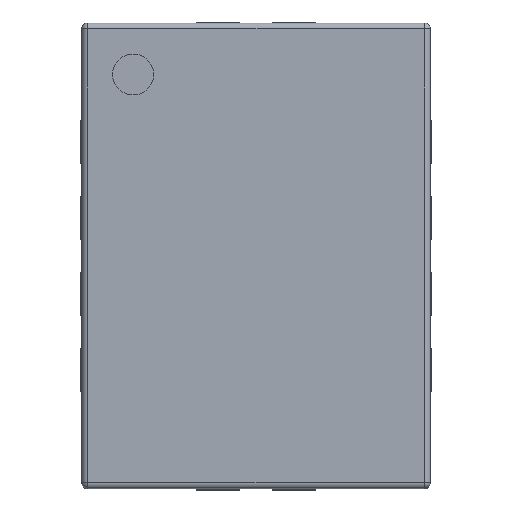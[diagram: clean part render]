
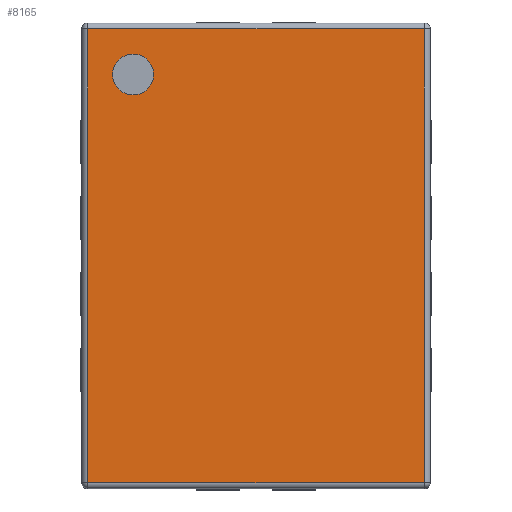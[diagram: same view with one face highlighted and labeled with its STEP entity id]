
A CAD part, top view. The second image highlights one B-rep face of the part: STEP entity #8165.
In plain terms, the highlighted planar face has unit normal (0, 0, 1).
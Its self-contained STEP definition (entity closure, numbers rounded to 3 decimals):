
#2178 = CYLINDRICAL_SURFACE('',#2179,0.05);
#2179 = AXIS2_PLACEMENT_3D('',#2180,#2181,#2182);
#2180 = CARTESIAN_POINT('',(-1.99,-1.44,0.83));
#2181 = DIRECTION('',(1.,0.,0.));
#2182 = DIRECTION('',(0.,-1.,0.));
#6852 = VERTEX_POINT('',#6853);
#6853 = CARTESIAN_POINT('',(-1.94,-1.44,0.88));
#6875 = EDGE_CURVE('',#6852,#6876,#6878,.T.);
#6876 = VERTEX_POINT('',#6877);
#6877 = CARTESIAN_POINT('',(1.94,-1.44,0.88));
#6878 = SURFACE_CURVE('',#6879,(#6883,#6890),.PCURVE_S1.);
#6879 = LINE('',#6880,#6881);
#6880 = CARTESIAN_POINT('',(-1.99,-1.44,0.88));
#6881 = VECTOR('',#6882,1.);
#6882 = DIRECTION('',(1.,0.,0.));
#6883 = PCURVE('',#2178,#6884);
#6884 = DEFINITIONAL_REPRESENTATION('',(#6885),#6889);
#6885 = LINE('',#6886,#6887);
#6886 = CARTESIAN_POINT('',(-1.571,0.));
#6887 = VECTOR('',#6888,1.);
#6888 = DIRECTION('',(-0.,1.));
#6889 = ( GEOMETRIC_REPRESENTATION_CONTEXT(2) 
PARAMETRIC_REPRESENTATION_CONTEXT() REPRESENTATION_CONTEXT('2D SPACE',''
  ) );
#6890 = PCURVE('',#6891,#6896);
#6891 = PLANE('',#6892);
#6892 = AXIS2_PLACEMENT_3D('',#6893,#6894,#6895);
#6893 = CARTESIAN_POINT('',(-1.99,-1.49,0.88));
#6894 = DIRECTION('',(0.,0.,1.));
#6895 = DIRECTION('',(1.,0.,0.));
#6896 = DEFINITIONAL_REPRESENTATION('',(#6897),#6901);
#6897 = LINE('',#6898,#6899);
#6898 = CARTESIAN_POINT('',(0.,0.05));
#6899 = VECTOR('',#6900,1.);
#6900 = DIRECTION('',(1.,0.));
#6901 = ( GEOMETRIC_REPRESENTATION_CONTEXT(2) 
PARAMETRIC_REPRESENTATION_CONTEXT() REPRESENTATION_CONTEXT('2D SPACE',''
  ) );
#7171 = CYLINDRICAL_SURFACE('',#7172,0.05);
#7172 = AXIS2_PLACEMENT_3D('',#7173,#7174,#7175);
#7173 = CARTESIAN_POINT('',(-1.94,-1.44,0.83));
#7174 = DIRECTION('',(0.,1.,0.));
#7175 = DIRECTION('',(-1.,0.,0.));
#7447 = CYLINDRICAL_SURFACE('',#7448,0.05);
#7448 = AXIS2_PLACEMENT_3D('',#7449,#7450,#7451);
#7449 = CARTESIAN_POINT('',(-1.99,1.44,0.83));
#7450 = DIRECTION('',(1.,0.,0.));
#7451 = DIRECTION('',(0.,1.,0.));
#7888 = CYLINDRICAL_SURFACE('',#7889,0.05);
#7889 = AXIS2_PLACEMENT_3D('',#7890,#7891,#7892);
#7890 = CARTESIAN_POINT('',(1.94,-1.44,0.83));
#7891 = DIRECTION('',(0.,1.,0.));
#7892 = DIRECTION('',(0.,0.,1.));
#8165 = ADVANCED_FACE('',(#8166,#8236),#6891,.T.);
#8166 = FACE_BOUND('',#8167,.T.);
#8167 = EDGE_LOOP('',(#8168,#8169,#8192,#8215));
#8168 = ORIENTED_EDGE('',*,*,#6875,.T.);
#8169 = ORIENTED_EDGE('',*,*,#8170,.T.);
#8170 = EDGE_CURVE('',#6876,#8171,#8173,.T.);
#8171 = VERTEX_POINT('',#8172);
#8172 = CARTESIAN_POINT('',(1.94,1.44,0.88));
#8173 = SURFACE_CURVE('',#8174,(#8178,#8185),.PCURVE_S1.);
#8174 = LINE('',#8175,#8176);
#8175 = CARTESIAN_POINT('',(1.94,-1.44,0.88));
#8176 = VECTOR('',#8177,1.);
#8177 = DIRECTION('',(0.,1.,0.));
#8178 = PCURVE('',#6891,#8179);
#8179 = DEFINITIONAL_REPRESENTATION('',(#8180),#8184);
#8180 = LINE('',#8181,#8182);
#8181 = CARTESIAN_POINT('',(3.93,0.05));
#8182 = VECTOR('',#8183,1.);
#8183 = DIRECTION('',(0.,1.));
#8184 = ( GEOMETRIC_REPRESENTATION_CONTEXT(2) 
PARAMETRIC_REPRESENTATION_CONTEXT() REPRESENTATION_CONTEXT('2D SPACE',''
  ) );
#8185 = PCURVE('',#7888,#8186);
#8186 = DEFINITIONAL_REPRESENTATION('',(#8187),#8191);
#8187 = LINE('',#8188,#8189);
#8188 = CARTESIAN_POINT('',(0.,0.));
#8189 = VECTOR('',#8190,1.);
#8190 = DIRECTION('',(0.,1.));
#8191 = ( GEOMETRIC_REPRESENTATION_CONTEXT(2) 
PARAMETRIC_REPRESENTATION_CONTEXT() REPRESENTATION_CONTEXT('2D SPACE',''
  ) );
#8192 = ORIENTED_EDGE('',*,*,#8193,.F.);
#8193 = EDGE_CURVE('',#8194,#8171,#8196,.T.);
#8194 = VERTEX_POINT('',#8195);
#8195 = CARTESIAN_POINT('',(-1.94,1.44,0.88));
#8196 = SURFACE_CURVE('',#8197,(#8201,#8208),.PCURVE_S1.);
#8197 = LINE('',#8198,#8199);
#8198 = CARTESIAN_POINT('',(-1.99,1.44,0.88));
#8199 = VECTOR('',#8200,1.);
#8200 = DIRECTION('',(1.,0.,0.));
#8201 = PCURVE('',#6891,#8202);
#8202 = DEFINITIONAL_REPRESENTATION('',(#8203),#8207);
#8203 = LINE('',#8204,#8205);
#8204 = CARTESIAN_POINT('',(0.,2.93));
#8205 = VECTOR('',#8206,1.);
#8206 = DIRECTION('',(1.,0.));
#8207 = ( GEOMETRIC_REPRESENTATION_CONTEXT(2) 
PARAMETRIC_REPRESENTATION_CONTEXT() REPRESENTATION_CONTEXT('2D SPACE',''
  ) );
#8208 = PCURVE('',#7447,#8209);
#8209 = DEFINITIONAL_REPRESENTATION('',(#8210),#8214);
#8210 = LINE('',#8211,#8212);
#8211 = CARTESIAN_POINT('',(1.571,0.));
#8212 = VECTOR('',#8213,1.);
#8213 = DIRECTION('',(0.,1.));
#8214 = ( GEOMETRIC_REPRESENTATION_CONTEXT(2) 
PARAMETRIC_REPRESENTATION_CONTEXT() REPRESENTATION_CONTEXT('2D SPACE',''
  ) );
#8215 = ORIENTED_EDGE('',*,*,#8216,.F.);
#8216 = EDGE_CURVE('',#6852,#8194,#8217,.T.);
#8217 = SURFACE_CURVE('',#8218,(#8222,#8229),.PCURVE_S1.);
#8218 = LINE('',#8219,#8220);
#8219 = CARTESIAN_POINT('',(-1.94,-1.44,0.88));
#8220 = VECTOR('',#8221,1.);
#8221 = DIRECTION('',(0.,1.,0.));
#8222 = PCURVE('',#6891,#8223);
#8223 = DEFINITIONAL_REPRESENTATION('',(#8224),#8228);
#8224 = LINE('',#8225,#8226);
#8225 = CARTESIAN_POINT('',(0.05,0.05));
#8226 = VECTOR('',#8227,1.);
#8227 = DIRECTION('',(0.,1.));
#8228 = ( GEOMETRIC_REPRESENTATION_CONTEXT(2) 
PARAMETRIC_REPRESENTATION_CONTEXT() REPRESENTATION_CONTEXT('2D SPACE',''
  ) );
#8229 = PCURVE('',#7171,#8230);
#8230 = DEFINITIONAL_REPRESENTATION('',(#8231),#8235);
#8231 = LINE('',#8232,#8233);
#8232 = CARTESIAN_POINT('',(1.571,0.));
#8233 = VECTOR('',#8234,1.);
#8234 = DIRECTION('',(0.,1.));
#8235 = ( GEOMETRIC_REPRESENTATION_CONTEXT(2) 
PARAMETRIC_REPRESENTATION_CONTEXT() REPRESENTATION_CONTEXT('2D SPACE',''
  ) );
#8236 = FACE_BOUND('',#8237,.T.);
#8237 = EDGE_LOOP('',(#8238));
#8238 = ORIENTED_EDGE('',*,*,#8239,.F.);
#8239 = EDGE_CURVE('',#8240,#8240,#8242,.T.);
#8240 = VERTEX_POINT('',#8241);
#8241 = CARTESIAN_POINT('',(-1.375,-1.05,0.88));
#8242 = SURFACE_CURVE('',#8243,(#8248,#8255),.PCURVE_S1.);
#8243 = CIRCLE('',#8244,0.175);
#8244 = AXIS2_PLACEMENT_3D('',#8245,#8246,#8247);
#8245 = CARTESIAN_POINT('',(-1.55,-1.05,0.88));
#8246 = DIRECTION('',(0.,0.,1.));
#8247 = DIRECTION('',(1.,0.,0.));
#8248 = PCURVE('',#6891,#8249);
#8249 = DEFINITIONAL_REPRESENTATION('',(#8250),#8254);
#8250 = CIRCLE('',#8251,0.175);
#8251 = AXIS2_PLACEMENT_2D('',#8252,#8253);
#8252 = CARTESIAN_POINT('',(0.44,0.44));
#8253 = DIRECTION('',(1.,0.));
#8254 = ( GEOMETRIC_REPRESENTATION_CONTEXT(2) 
PARAMETRIC_REPRESENTATION_CONTEXT() REPRESENTATION_CONTEXT('2D SPACE',''
  ) );
#8255 = PCURVE('',#8256,#8261);
#8256 = CYLINDRICAL_SURFACE('',#8257,0.175);
#8257 = AXIS2_PLACEMENT_3D('',#8258,#8259,#8260);
#8258 = CARTESIAN_POINT('',(-1.55,-1.05,0.88));
#8259 = DIRECTION('',(-0.,-0.,-1.));
#8260 = DIRECTION('',(1.,0.,0.));
#8261 = DEFINITIONAL_REPRESENTATION('',(#8262),#8266);
#8262 = LINE('',#8263,#8264);
#8263 = CARTESIAN_POINT('',(-0.,0.));
#8264 = VECTOR('',#8265,1.);
#8265 = DIRECTION('',(-1.,0.));
#8266 = ( GEOMETRIC_REPRESENTATION_CONTEXT(2) 
PARAMETRIC_REPRESENTATION_CONTEXT() REPRESENTATION_CONTEXT('2D SPACE',''
  ) );
